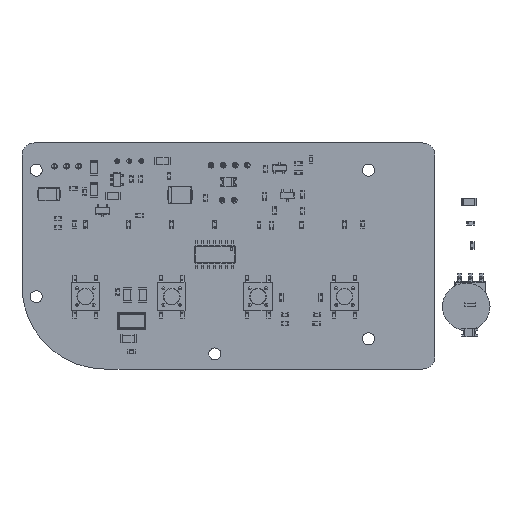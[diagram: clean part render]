
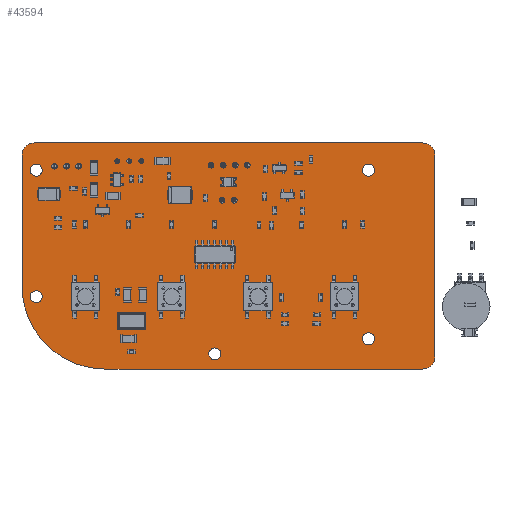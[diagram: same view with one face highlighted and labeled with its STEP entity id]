
A CAD part, top view. The second image highlights one B-rep face of the part: STEP entity #43594.
In plain terms, the highlighted planar face has unit normal (0, 0, 1).
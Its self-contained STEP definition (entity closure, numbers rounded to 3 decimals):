
#184=FACE_BOUND('',#9230,.T.);
#185=FACE_BOUND('',#9231,.T.);
#186=FACE_BOUND('',#9232,.T.);
#187=FACE_BOUND('',#9233,.T.);
#188=FACE_BOUND('',#9234,.T.);
#189=FACE_BOUND('',#9235,.T.);
#190=FACE_BOUND('',#9236,.T.);
#191=FACE_BOUND('',#9237,.T.);
#192=FACE_BOUND('',#9238,.T.);
#193=FACE_BOUND('',#9239,.T.);
#194=FACE_BOUND('',#9240,.T.);
#195=FACE_BOUND('',#9241,.T.);
#196=FACE_BOUND('',#9242,.T.);
#197=FACE_BOUND('',#9243,.T.);
#198=FACE_BOUND('',#9244,.T.);
#199=FACE_BOUND('',#9245,.T.);
#200=FACE_BOUND('',#9246,.T.);
#4642=PLANE('',#47219);
#6875=FACE_OUTER_BOUND('',#9229,.T.);
#9229=EDGE_LOOP('',(#40770,#40771,#40772,#40773,#40774,#40775,#40776,#40777));
#9230=EDGE_LOOP('',(#40778));
#9231=EDGE_LOOP('',(#40779));
#9232=EDGE_LOOP('',(#40780));
#9233=EDGE_LOOP('',(#40781));
#9234=EDGE_LOOP('',(#40782));
#9235=EDGE_LOOP('',(#40783));
#9236=EDGE_LOOP('',(#40784));
#9237=EDGE_LOOP('',(#40785));
#9238=EDGE_LOOP('',(#40786));
#9239=EDGE_LOOP('',(#40787));
#9240=EDGE_LOOP('',(#40788));
#9241=EDGE_LOOP('',(#40789));
#9242=EDGE_LOOP('',(#40790));
#9243=EDGE_LOOP('',(#40791));
#9244=EDGE_LOOP('',(#40792));
#9245=EDGE_LOOP('',(#40793));
#9246=EDGE_LOOP('',(#40794));
#14002=LINE('',#72457,#18764);
#14005=LINE('',#72463,#18767);
#14008=LINE('',#72512,#18770);
#14009=LINE('',#72516,#18771);
#18764=VECTOR('',#58628,1.);
#18767=VECTOR('',#58633,1.);
#18770=VECTOR('',#58682,1.);
#18771=VECTOR('',#58685,1.);
#19769=CIRCLE('',#47195,2.54);
#19790=CIRCLE('',#47220,2.54);
#19791=CIRCLE('',#47221,2.54);
#19792=CIRCLE('',#47222,17.47);
#19793=CIRCLE('',#47223,1.27);
#19794=CIRCLE('',#47224,0.595);
#19795=CIRCLE('',#47225,0.595);
#19796=CIRCLE('',#47226,0.595);
#19797=CIRCLE('',#47227,0.595);
#19798=CIRCLE('',#47228,0.595);
#19799=CIRCLE('',#47229,1.27);
#19800=CIRCLE('',#47230,0.5);
#19801=CIRCLE('',#47231,0.5);
#19802=CIRCLE('',#47232,0.5);
#19803=CIRCLE('',#47233,0.595);
#19804=CIRCLE('',#47234,0.595);
#19805=CIRCLE('',#47235,1.27);
#19806=CIRCLE('',#47236,0.595);
#19807=CIRCLE('',#47237,1.27);
#19808=CIRCLE('',#47238,1.27);
#19809=CIRCLE('',#47239,0.595);
#23425=VERTEX_POINT('',#72445);
#23427=VERTEX_POINT('',#72449);
#23429=VERTEX_POINT('',#72454);
#23431=VERTEX_POINT('',#72461);
#23453=VERTEX_POINT('',#72509);
#23454=VERTEX_POINT('',#72511);
#23455=VERTEX_POINT('',#72513);
#23456=VERTEX_POINT('',#72515);
#23457=VERTEX_POINT('',#72518);
#23458=VERTEX_POINT('',#72520);
#23459=VERTEX_POINT('',#72522);
#23460=VERTEX_POINT('',#72524);
#23461=VERTEX_POINT('',#72526);
#23462=VERTEX_POINT('',#72528);
#23463=VERTEX_POINT('',#72530);
#23464=VERTEX_POINT('',#72532);
#23465=VERTEX_POINT('',#72534);
#23466=VERTEX_POINT('',#72536);
#23467=VERTEX_POINT('',#72538);
#23468=VERTEX_POINT('',#72540);
#23469=VERTEX_POINT('',#72542);
#23470=VERTEX_POINT('',#72544);
#23471=VERTEX_POINT('',#72546);
#23472=VERTEX_POINT('',#72548);
#23473=VERTEX_POINT('',#72550);
#29205=EDGE_CURVE('',#23425,#23427,#19769,.T.);
#29208=EDGE_CURVE('',#23429,#23425,#14002,.T.);
#29211=EDGE_CURVE('',#23427,#23431,#14005,.T.);
#29234=EDGE_CURVE('',#23431,#23453,#19790,.T.);
#29235=EDGE_CURVE('',#23453,#23454,#14008,.T.);
#29236=EDGE_CURVE('',#23454,#23455,#19791,.T.);
#29237=EDGE_CURVE('',#23455,#23456,#14009,.T.);
#29238=EDGE_CURVE('',#23456,#23429,#19792,.T.);
#29239=EDGE_CURVE('',#23457,#23457,#19793,.T.);
#29240=EDGE_CURVE('',#23458,#23458,#19794,.T.);
#29241=EDGE_CURVE('',#23459,#23459,#19795,.T.);
#29242=EDGE_CURVE('',#23460,#23460,#19796,.T.);
#29243=EDGE_CURVE('',#23461,#23461,#19797,.T.);
#29244=EDGE_CURVE('',#23462,#23462,#19798,.T.);
#29245=EDGE_CURVE('',#23463,#23463,#19799,.T.);
#29246=EDGE_CURVE('',#23464,#23464,#19800,.T.);
#29247=EDGE_CURVE('',#23465,#23465,#19801,.T.);
#29248=EDGE_CURVE('',#23466,#23466,#19802,.T.);
#29249=EDGE_CURVE('',#23467,#23467,#19803,.T.);
#29250=EDGE_CURVE('',#23468,#23468,#19804,.T.);
#29251=EDGE_CURVE('',#23469,#23469,#19805,.T.);
#29252=EDGE_CURVE('',#23470,#23470,#19806,.T.);
#29253=EDGE_CURVE('',#23471,#23471,#19807,.T.);
#29254=EDGE_CURVE('',#23472,#23472,#19808,.T.);
#29255=EDGE_CURVE('',#23473,#23473,#19809,.T.);
#40770=ORIENTED_EDGE('',*,*,#29205,.T.);
#40771=ORIENTED_EDGE('',*,*,#29211,.T.);
#40772=ORIENTED_EDGE('',*,*,#29234,.T.);
#40773=ORIENTED_EDGE('',*,*,#29235,.T.);
#40774=ORIENTED_EDGE('',*,*,#29236,.T.);
#40775=ORIENTED_EDGE('',*,*,#29237,.T.);
#40776=ORIENTED_EDGE('',*,*,#29238,.T.);
#40777=ORIENTED_EDGE('',*,*,#29208,.T.);
#40778=ORIENTED_EDGE('',*,*,#29239,.F.);
#40779=ORIENTED_EDGE('',*,*,#29240,.F.);
#40780=ORIENTED_EDGE('',*,*,#29241,.F.);
#40781=ORIENTED_EDGE('',*,*,#29242,.F.);
#40782=ORIENTED_EDGE('',*,*,#29243,.F.);
#40783=ORIENTED_EDGE('',*,*,#29244,.F.);
#40784=ORIENTED_EDGE('',*,*,#29245,.F.);
#40785=ORIENTED_EDGE('',*,*,#29246,.F.);
#40786=ORIENTED_EDGE('',*,*,#29247,.F.);
#40787=ORIENTED_EDGE('',*,*,#29248,.F.);
#40788=ORIENTED_EDGE('',*,*,#29249,.F.);
#40789=ORIENTED_EDGE('',*,*,#29250,.F.);
#40790=ORIENTED_EDGE('',*,*,#29251,.F.);
#40791=ORIENTED_EDGE('',*,*,#29252,.F.);
#40792=ORIENTED_EDGE('',*,*,#29253,.F.);
#40793=ORIENTED_EDGE('',*,*,#29254,.F.);
#40794=ORIENTED_EDGE('',*,*,#29255,.F.);
#43594=ADVANCED_FACE('',(#6875,#184,#185,#186,#187,#188,#189,#190,#191,
#192,#193,#194,#195,#196,#197,#198,#199,#200),#4642,.T.);
#47195=AXIS2_PLACEMENT_3D('',#72451,#58622,#58623);
#47219=AXIS2_PLACEMENT_3D('',#72508,#58678,#58679);
#47220=AXIS2_PLACEMENT_3D('',#72510,#58680,#58681);
#47221=AXIS2_PLACEMENT_3D('',#72514,#58683,#58684);
#47222=AXIS2_PLACEMENT_3D('',#72517,#58686,#58687);
#47223=AXIS2_PLACEMENT_3D('',#72519,#58688,#58689);
#47224=AXIS2_PLACEMENT_3D('',#72521,#58690,#58691);
#47225=AXIS2_PLACEMENT_3D('',#72523,#58692,#58693);
#47226=AXIS2_PLACEMENT_3D('',#72525,#58694,#58695);
#47227=AXIS2_PLACEMENT_3D('',#72527,#58696,#58697);
#47228=AXIS2_PLACEMENT_3D('',#72529,#58698,#58699);
#47229=AXIS2_PLACEMENT_3D('',#72531,#58700,#58701);
#47230=AXIS2_PLACEMENT_3D('',#72533,#58702,#58703);
#47231=AXIS2_PLACEMENT_3D('',#72535,#58704,#58705);
#47232=AXIS2_PLACEMENT_3D('',#72537,#58706,#58707);
#47233=AXIS2_PLACEMENT_3D('',#72539,#58708,#58709);
#47234=AXIS2_PLACEMENT_3D('',#72541,#58710,#58711);
#47235=AXIS2_PLACEMENT_3D('',#72543,#58712,#58713);
#47236=AXIS2_PLACEMENT_3D('',#72545,#58714,#58715);
#47237=AXIS2_PLACEMENT_3D('',#72547,#58716,#58717);
#47238=AXIS2_PLACEMENT_3D('',#72549,#58718,#58719);
#47239=AXIS2_PLACEMENT_3D('',#72551,#58720,#58721);
#58622=DIRECTION('center_axis',(0.,0.,1.));
#58623=DIRECTION('ref_axis',(1.,0.,0.));
#58628=DIRECTION('',(1.,0.,0.));
#58633=DIRECTION('',(0.,1.,0.));
#58678=DIRECTION('center_axis',(0.,0.,1.));
#58679=DIRECTION('ref_axis',(1.,0.,0.));
#58680=DIRECTION('center_axis',(0.,0.,1.));
#58681=DIRECTION('ref_axis',(1.,0.,0.));
#58682=DIRECTION('',(-1.,0.,0.));
#58683=DIRECTION('center_axis',(0.,0.,1.));
#58684=DIRECTION('ref_axis',(1.,0.,0.));
#58685=DIRECTION('',(0.,-1.,0.));
#58686=DIRECTION('center_axis',(0.,0.,1.));
#58687=DIRECTION('ref_axis',(1.,0.,0.));
#58688=DIRECTION('center_axis',(0.,0.,1.));
#58689=DIRECTION('ref_axis',(1.,0.,0.));
#58690=DIRECTION('center_axis',(0.,0.,1.));
#58691=DIRECTION('ref_axis',(1.,0.,0.));
#58692=DIRECTION('center_axis',(0.,0.,1.));
#58693=DIRECTION('ref_axis',(1.,0.,0.));
#58694=DIRECTION('center_axis',(0.,0.,1.));
#58695=DIRECTION('ref_axis',(1.,0.,0.));
#58696=DIRECTION('center_axis',(0.,0.,1.));
#58697=DIRECTION('ref_axis',(1.,0.,0.));
#58698=DIRECTION('center_axis',(0.,0.,1.));
#58699=DIRECTION('ref_axis',(1.,0.,0.));
#58700=DIRECTION('center_axis',(0.,0.,1.));
#58701=DIRECTION('ref_axis',(1.,0.,0.));
#58702=DIRECTION('center_axis',(0.,0.,1.));
#58703=DIRECTION('ref_axis',(1.,0.,0.));
#58704=DIRECTION('center_axis',(0.,0.,1.));
#58705=DIRECTION('ref_axis',(1.,0.,0.));
#58706=DIRECTION('center_axis',(0.,0.,1.));
#58707=DIRECTION('ref_axis',(1.,0.,0.));
#58708=DIRECTION('center_axis',(0.,0.,1.));
#58709=DIRECTION('ref_axis',(1.,0.,0.));
#58710=DIRECTION('center_axis',(0.,0.,1.));
#58711=DIRECTION('ref_axis',(1.,0.,0.));
#58712=DIRECTION('center_axis',(0.,0.,1.));
#58713=DIRECTION('ref_axis',(1.,0.,0.));
#58714=DIRECTION('center_axis',(0.,0.,1.));
#58715=DIRECTION('ref_axis',(1.,0.,0.));
#58716=DIRECTION('center_axis',(0.,0.,1.));
#58717=DIRECTION('ref_axis',(1.,0.,0.));
#58718=DIRECTION('center_axis',(0.,0.,1.));
#58719=DIRECTION('ref_axis',(1.,0.,0.));
#58720=DIRECTION('center_axis',(0.,0.,1.));
#58721=DIRECTION('ref_axis',(1.,0.,0.));
#72445=CARTESIAN_POINT('',(84.455,0.,1.6));
#72449=CARTESIAN_POINT('',(86.995,2.54,1.6));
#72451=CARTESIAN_POINT('Origin',(84.455,2.54,1.6));
#72454=CARTESIAN_POINT('',(17.48,0.,1.6));
#72457=CARTESIAN_POINT('',(17.48,0.,1.6));
#72461=CARTESIAN_POINT('',(86.995,45.085,1.6));
#72463=CARTESIAN_POINT('',(86.995,2.54,1.6));
#72508=CARTESIAN_POINT('Origin',(44.723,24.529,1.6));
#72509=CARTESIAN_POINT('',(84.455,47.625,1.6));
#72510=CARTESIAN_POINT('Origin',(84.455,45.085,1.6));
#72511=CARTESIAN_POINT('',(2.54,47.625,1.6));
#72512=CARTESIAN_POINT('',(84.455,47.625,1.6));
#72513=CARTESIAN_POINT('',(0.,45.085,1.6));
#72514=CARTESIAN_POINT('Origin',(2.54,45.085,1.6));
#72515=CARTESIAN_POINT('',(0.,17.46,1.6));
#72516=CARTESIAN_POINT('',(0.,45.085,1.6));
#72517=CARTESIAN_POINT('Origin',(17.47,17.47,1.6));
#72518=CARTESIAN_POINT('',(39.37,3.175,1.6));
#72519=CARTESIAN_POINT('Origin',(40.64,3.175,1.6));
#72520=CARTESIAN_POINT('',(41.801,42.945,1.6));
#72521=CARTESIAN_POINT('Origin',(42.396,42.945,1.6));
#72522=CARTESIAN_POINT('',(39.261,42.945,1.6));
#72523=CARTESIAN_POINT('Origin',(39.856,42.945,1.6));
#72524=CARTESIAN_POINT('',(41.58,35.56,1.6));
#72525=CARTESIAN_POINT('Origin',(42.175,35.56,1.6));
#72526=CARTESIAN_POINT('',(44.341,42.945,1.6));
#72527=CARTESIAN_POINT('Origin',(44.936,42.945,1.6));
#72528=CARTESIAN_POINT('',(44.12,35.56,1.6));
#72529=CARTESIAN_POINT('Origin',(44.715,35.56,1.6));
#72530=CARTESIAN_POINT('',(1.715,15.23,1.6));
#72531=CARTESIAN_POINT('Origin',(2.985,15.23,1.6));
#72532=CARTESIAN_POINT('',(24.624,43.806,1.6));
#72533=CARTESIAN_POINT('Origin',(25.124,43.806,1.6));
#72534=CARTESIAN_POINT('',(22.084,43.806,1.6));
#72535=CARTESIAN_POINT('Origin',(22.584,43.806,1.6));
#72536=CARTESIAN_POINT('',(19.544,43.806,1.6));
#72537=CARTESIAN_POINT('Origin',(20.044,43.806,1.6));
#72538=CARTESIAN_POINT('',(11.34,42.73,1.6));
#72539=CARTESIAN_POINT('Origin',(11.935,42.73,1.6));
#72540=CARTESIAN_POINT('',(8.8,42.73,1.6));
#72541=CARTESIAN_POINT('Origin',(9.395,42.73,1.6));
#72542=CARTESIAN_POINT('',(1.715,41.91,1.6));
#72543=CARTESIAN_POINT('Origin',(2.985,41.91,1.6));
#72544=CARTESIAN_POINT('',(6.26,42.73,1.6));
#72545=CARTESIAN_POINT('Origin',(6.855,42.73,1.6));
#72546=CARTESIAN_POINT('',(71.755,6.35,1.6));
#72547=CARTESIAN_POINT('Origin',(73.025,6.35,1.6));
#72548=CARTESIAN_POINT('',(71.755,41.91,1.6));
#72549=CARTESIAN_POINT('Origin',(73.025,41.91,1.6));
#72550=CARTESIAN_POINT('',(46.881,42.945,1.6));
#72551=CARTESIAN_POINT('Origin',(47.476,42.945,1.6));
